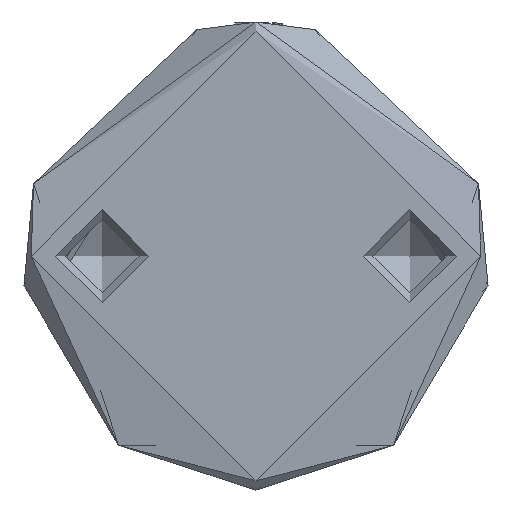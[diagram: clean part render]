
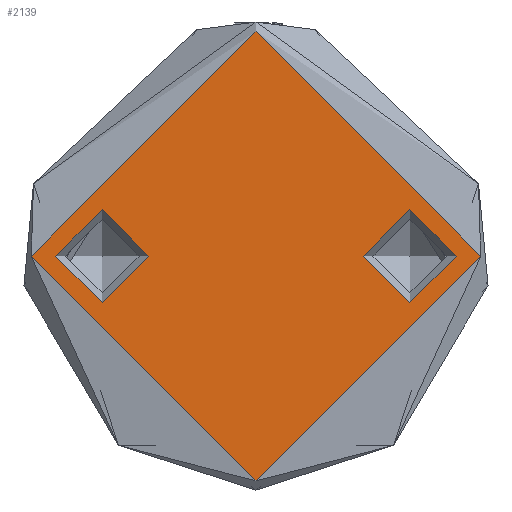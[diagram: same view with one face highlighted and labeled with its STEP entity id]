
A CAD part, front view. The second image highlights one B-rep face of the part: STEP entity #2139.
In plain terms, the highlighted face is planar.
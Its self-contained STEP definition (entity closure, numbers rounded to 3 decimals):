
#18 = EDGE_CURVE ( 'NONE', #3975, #3975, #4547, .T. ) ;
#76 = CARTESIAN_POINT ( 'NONE',  ( 0., 0., 0. ) ) ;
#224 = DIRECTION ( 'NONE',  ( 1., 0., 0. ) ) ;
#241 = CARTESIAN_POINT ( 'NONE',  ( 0., -12.5, 0. ) ) ;
#500 = DIRECTION ( 'NONE',  ( 1., 0., 0. ) ) ;
#603 = FACE_OUTER_BOUND ( 'NONE', #2180, .T. ) ;
#664 = VERTEX_POINT ( 'NONE', #4256 ) ;
#744 = DIRECTION ( 'NONE',  ( 1., 0., 0. ) ) ;
#840 = FACE_BOUND ( 'NONE', #2704, .T. ) ;
#973 = AXIS2_PLACEMENT_3D ( 'NONE', #6190, #3395, #500 ) ;
#992 = FACE_BOUND ( 'NONE', #4124, .T. ) ;
#1038 = ORIENTED_EDGE ( 'NONE', *, *, #3200, .T. ) ;
#1234 = AXIS2_PLACEMENT_3D ( 'NONE', #5938, #3129, #224 ) ;
#1495 = ORIENTED_EDGE ( 'NONE', *, *, #18, .F. ) ;
#1503 = ORIENTED_EDGE ( 'NONE', *, *, #4247, .T. ) ;
#1568 = DIRECTION ( 'NONE',  ( 1., 0., 0. ) ) ;
#1582 = CIRCLE ( 'NONE', #973, 18.25 ) ;
#1825 = CARTESIAN_POINT ( 'NONE',  ( 3.75, 12.5, 0. ) ) ;
#2008 = PLANE ( 'NONE',  #5975 ) ;
#2117 = VERTEX_POINT ( 'NONE', #2821 ) ;
#2139 = ADVANCED_FACE ( 'NONE', ( #840, #603, #992 ), #2008, .T. ) ;
#2180 = EDGE_LOOP ( 'NONE', ( #1503 ) ) ;
#2704 = EDGE_LOOP ( 'NONE', ( #1495 ) ) ;
#2821 = CARTESIAN_POINT ( 'NONE',  ( 3.75, -12.5, 0. ) ) ;
#3083 = CIRCLE ( 'NONE', #3831, 3.75 ) ;
#3129 = DIRECTION ( 'NONE',  ( 0., 0., 1. ) ) ;
#3200 = EDGE_CURVE ( 'NONE', #2117, #2117, #3083, .T. ) ;
#3395 = DIRECTION ( 'NONE',  ( 0., 0., 1. ) ) ;
#3639 = DIRECTION ( 'NONE',  ( 0., 0., -1. ) ) ;
#3831 = AXIS2_PLACEMENT_3D ( 'NONE', #241, #3639, #744 ) ;
#3975 = VERTEX_POINT ( 'NONE', #1825 ) ;
#4124 = EDGE_LOOP ( 'NONE', ( #1038 ) ) ;
#4247 = EDGE_CURVE ( 'NONE', #664, #664, #1582, .T. ) ;
#4256 = CARTESIAN_POINT ( 'NONE',  ( 18.25, 0., 0. ) ) ;
#4430 = DIRECTION ( 'NONE',  ( 0., 0., 1. ) ) ;
#4547 = CIRCLE ( 'NONE', #1234, 3.75 ) ;
#5938 = CARTESIAN_POINT ( 'NONE',  ( 0., 12.5, 0. ) ) ;
#5975 = AXIS2_PLACEMENT_3D ( 'NONE', #76, #4430, #1568 ) ;
#6190 = CARTESIAN_POINT ( 'NONE',  ( 0., 0., 0. ) ) ;
